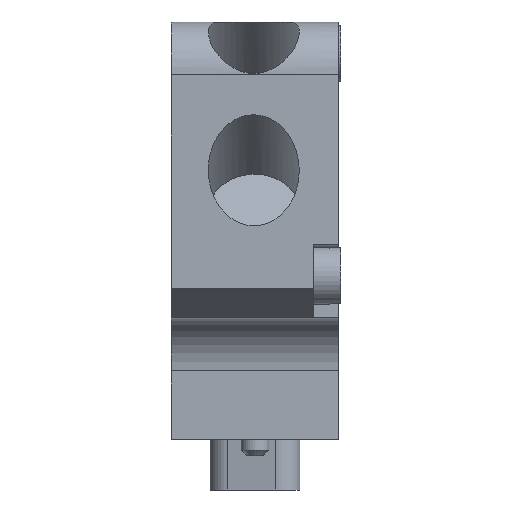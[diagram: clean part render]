
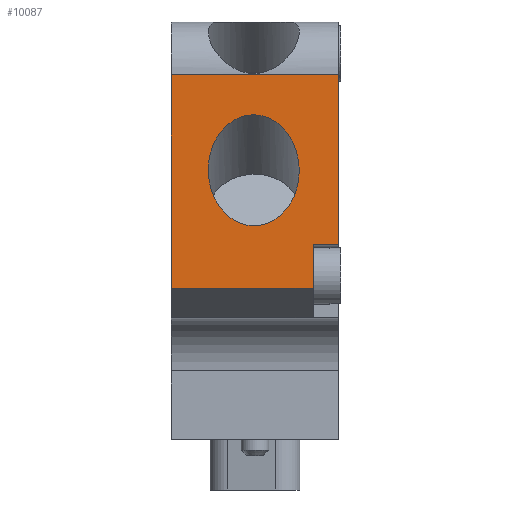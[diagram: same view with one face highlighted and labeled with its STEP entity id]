
A CAD part, front view. The second image highlights one B-rep face of the part: STEP entity #10087.
In plain terms, the highlighted face is planar.
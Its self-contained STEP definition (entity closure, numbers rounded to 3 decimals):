
#10087=ADVANCED_FACE('',(#12259,#12260),#11224,.T.);
#11224=PLANE('',#30103);
#12172=ELLIPSE('',#30102,5.25,4.3);
#12259=FACE_BOUND('',#12474,.T.);
#12260=FACE_BOUND('',#12475,.T.);
#12474=EDGE_LOOP('',(#14387,#14388,#14389,#14390,#14391,#14392));
#12475=EDGE_LOOP('',(#14393));
#14387=ORIENTED_EDGE('',*,*,#22433,.F.);
#14388=ORIENTED_EDGE('',*,*,#22420,.T.);
#14389=ORIENTED_EDGE('',*,*,#22432,.F.);
#14390=ORIENTED_EDGE('',*,*,#21861,.F.);
#14391=ORIENTED_EDGE('',*,*,#22430,.F.);
#14392=ORIENTED_EDGE('',*,*,#21960,.T.);
#14393=ORIENTED_EDGE('',*,*,#22434,.T.);
#19825=VERTEX_POINT('',#36132);
#19826=VERTEX_POINT('',#36133);
#19908=VERTEX_POINT('',#36329);
#19912=VERTEX_POINT('',#36337);
#20357=VERTEX_POINT('',#37331);
#20358=VERTEX_POINT('',#37333);
#20364=VERTEX_POINT('',#37373);
#21861=EDGE_CURVE('',#19825,#19826,#24894,.T.);
#21960=EDGE_CURVE('',#19908,#19912,#24969,.T.);
#22420=EDGE_CURVE('',#20358,#20357,#25379,.T.);
#22430=EDGE_CURVE('',#19908,#19825,#25387,.T.);
#22432=EDGE_CURVE('',#19826,#20357,#25388,.T.);
#22433=EDGE_CURVE('',#20358,#19912,#25389,.T.);
#22434=EDGE_CURVE('',#20364,#20364,#12172,.T.);
#24894=LINE('',#36131,#27388);
#24969=LINE('',#36338,#27463);
#25379=LINE('',#37332,#27873);
#25387=LINE('',#37349,#27881);
#25388=LINE('',#37369,#27882);
#25389=LINE('',#37371,#27883);
#27388=VECTOR('',#31172,1.);
#27463=VECTOR('',#31327,1.);
#27873=VECTOR('',#31865,1.);
#27881=VECTOR('',#31879,1.);
#27882=VECTOR('',#31882,1.);
#27883=VECTOR('',#31885,1.);
#30102=AXIS2_PLACEMENT_3D('',#37372,#31886,#31887);
#30103=AXIS2_PLACEMENT_3D('',#37374,#31888,#31889);
#31172=DIRECTION('',(-1.,0.,0.));
#31327=DIRECTION('',(-1.,0.,0.));
#31865=DIRECTION('',(-1.,0.,0.));
#31879=DIRECTION('',(0.,-1.,0.));
#31882=DIRECTION('',(0.,1.,0.));
#31885=DIRECTION('',(0.,-1.,0.));
#31886=DIRECTION('',(0.,0.,-1.));
#31887=DIRECTION('',(1.,0.015,0.));
#31888=DIRECTION('',(0.,0.,1.));
#31889=DIRECTION('',(1.,0.,0.));
#36131=CARTESIAN_POINT('',(-13.249,-7.9,52.5));
#36132=CARTESIAN_POINT('',(-13.249,-7.9,52.5));
#36133=CARTESIAN_POINT('',(-33.448,-7.9,52.5));
#36329=CARTESIAN_POINT('',(-13.249,5.5,52.5));
#36337=CARTESIAN_POINT('',(-17.429,5.5,52.5));
#36338=CARTESIAN_POINT('',(-13.249,5.5,52.5));
#37331=CARTESIAN_POINT('',(-33.448,7.9,52.5));
#37332=CARTESIAN_POINT('',(-13.249,7.9,52.5));
#37333=CARTESIAN_POINT('',(-17.429,7.9,52.5));
#37349=CARTESIAN_POINT('',(-13.249,7.9,52.5));
#37369=CARTESIAN_POINT('',(-33.448,-7.9,52.5));
#37371=CARTESIAN_POINT('',(-17.429,7.9,52.5));
#37372=CARTESIAN_POINT('',(-24.419,-0.114,52.5));
#37373=CARTESIAN_POINT('',(-19.17,-0.035,52.5));
#37374=CARTESIAN_POINT('',(-13.249,7.9,52.5));
